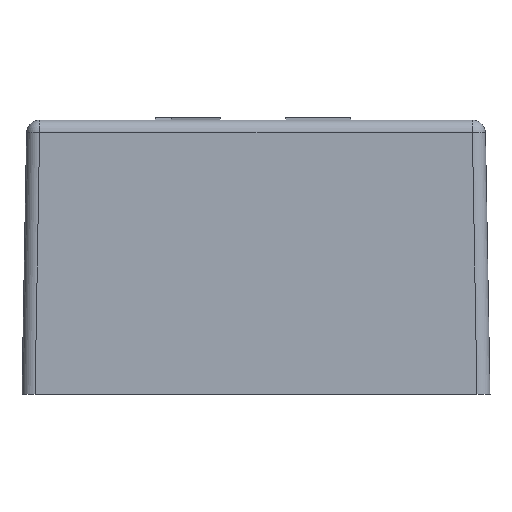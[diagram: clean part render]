
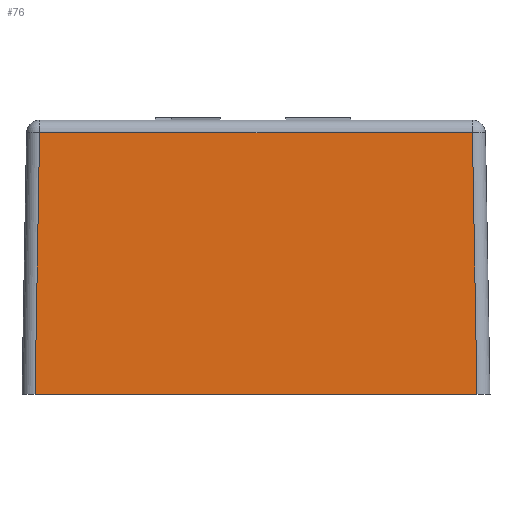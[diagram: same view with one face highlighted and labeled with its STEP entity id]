
A CAD part, left-side view. The second image highlights one B-rep face of the part: STEP entity #76.
In plain terms, the highlighted planar face has unit normal (-1, 0, 0.018).
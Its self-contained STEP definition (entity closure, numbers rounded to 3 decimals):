
#76 = ADVANCED_FACE( '', ( #169 ), #170, .T. );
#169 = FACE_OUTER_BOUND( '', #350, .T. );
#170 = PLANE( '', #351 );
#350 = EDGE_LOOP( '', ( #573, #574, #575, #576 ) );
#351 = AXIS2_PLACEMENT_3D( '', #577, #578, #579 );
#573 = ORIENTED_EDGE( '', *, *, #1249, .T. );
#574 = ORIENTED_EDGE( '', *, *, #1250, .T. );
#575 = ORIENTED_EDGE( '', *, *, #1251, .T. );
#576 = ORIENTED_EDGE( '', *, *, #1252, .T. );
#577 = CARTESIAN_POINT( '', ( -53.8, -53.8, 0. ) );
#578 = DIRECTION( '', ( -1., 0., 0.017 ) );
#579 = DIRECTION( '', ( 0.017, 0., 1. ) );
#1249 = EDGE_CURVE( '', #1479, #1480, #1481, .T. );
#1250 = EDGE_CURVE( '', #1480, #1482, #1483, .F. );
#1251 = EDGE_CURVE( '', #1482, #1484, #1485, .F. );
#1252 = EDGE_CURVE( '', #1484, #1479, #1486, .F. );
#1479 = VERTEX_POINT( '', #1872 );
#1480 = VERTEX_POINT( '', #1873 );
#1481 = LINE( '', #1874, #1875 );
#1482 = VERTEX_POINT( '', #1876 );
#1483 = LINE( '', #1877, #1878 );
#1484 = VERTEX_POINT( '', #1879 );
#1485 = LINE( '', #1880, #1881 );
#1486 = LINE( '', #1882, #1883 );
#1872 = CARTESIAN_POINT( '', ( -53.8, -50.8, 0. ) );
#1873 = CARTESIAN_POINT( '', ( -52.752, -49.752, 60.052 ) );
#1874 = CARTESIAN_POINT( '', ( -53.801, -50.801, -0.052 ) );
#1875 = VECTOR( '', #2358, 1000. );
#1876 = CARTESIAN_POINT( '', ( -52.752, 49.752, 60.052 ) );
#1877 = CARTESIAN_POINT( '', ( -52.752, 49.701, 60.052 ) );
#1878 = VECTOR( '', #2359, 1000. );
#1879 = CARTESIAN_POINT( '', ( -53.8, 50.8, 0. ) );
#1880 = CARTESIAN_POINT( '', ( -53.768, 50.769, 1.825 ) );
#1881 = VECTOR( '', #2360, 1000. );
#1882 = CARTESIAN_POINT( '', ( -53.8, -53.8, 0. ) );
#1883 = VECTOR( '', #2361, 1000. );
#2358 = DIRECTION( '', ( 0.017, 0.017, 1. ) );
#2359 = DIRECTION( '', ( 0., -1., 0. ) );
#2360 = DIRECTION( '', ( 0.017, -0.017, 1. ) );
#2361 = DIRECTION( '', ( 0., 1., 0. ) );
